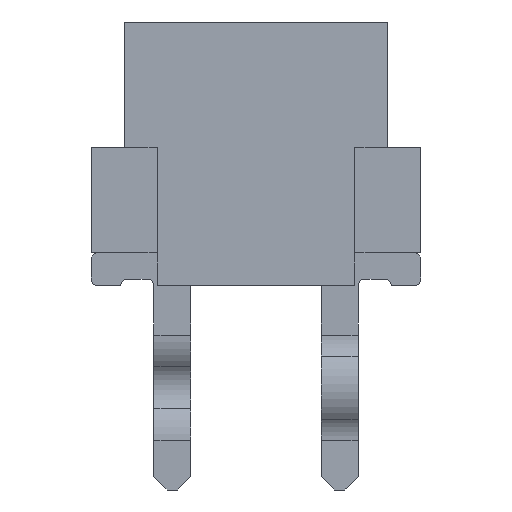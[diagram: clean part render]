
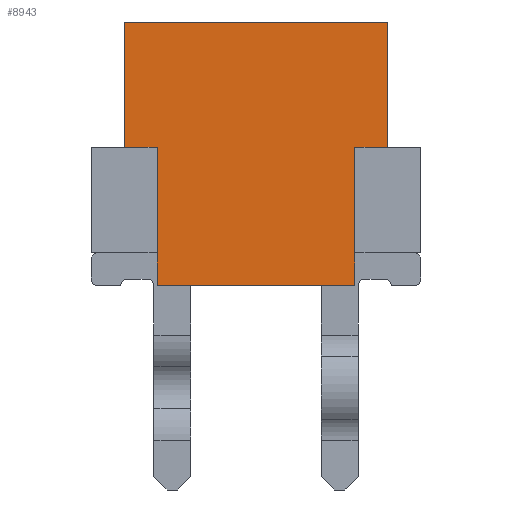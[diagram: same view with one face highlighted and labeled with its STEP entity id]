
A CAD part, front view. The second image highlights one B-rep face of the part: STEP entity #8943.
In plain terms, the highlighted face is planar.
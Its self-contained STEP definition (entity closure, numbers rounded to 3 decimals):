
#576=ORIENTED_EDGE('',*,*,#2525,.F.);
#577=ORIENTED_EDGE('',*,*,#2526,.F.);
#578=ORIENTED_EDGE('',*,*,#2527,.F.);
#579=ORIENTED_EDGE('',*,*,#2528,.F.);
#580=ORIENTED_EDGE('',*,*,#2529,.F.);
#581=ORIENTED_EDGE('',*,*,#2530,.F.);
#582=ORIENTED_EDGE('',*,*,#2531,.F.);
#583=ORIENTED_EDGE('',*,*,#2532,.F.);
#584=ORIENTED_EDGE('',*,*,#2533,.F.);
#585=ORIENTED_EDGE('',*,*,#2534,.F.);
#2525=EDGE_CURVE('',#3474,#3475,#4081,.T.);
#2526=EDGE_CURVE('',#3379,#3474,#4082,.T.);
#2527=EDGE_CURVE('',#3476,#3379,#4083,.T.);
#2528=EDGE_CURVE('',#3477,#3476,#4084,.T.);
#2529=EDGE_CURVE('',#3478,#3477,#4085,.T.);
#2530=EDGE_CURVE('',#3479,#3478,#4086,.T.);
#2531=EDGE_CURVE('',#3480,#3479,#4087,.T.);
#2532=EDGE_CURVE('',#3481,#3480,#4088,.T.);
#2533=EDGE_CURVE('',#3440,#3481,#4089,.T.);
#2534=EDGE_CURVE('',#3475,#3440,#4090,.T.);
#3379=VERTEX_POINT('',#11962);
#3440=VERTEX_POINT('',#12112);
#3474=VERTEX_POINT('',#12197);
#3475=VERTEX_POINT('',#12198);
#3476=VERTEX_POINT('',#12201);
#3477=VERTEX_POINT('',#12203);
#3478=VERTEX_POINT('',#12205);
#3479=VERTEX_POINT('',#12207);
#3480=VERTEX_POINT('',#12209);
#3481=VERTEX_POINT('',#12211);
#4081=LINE('',#12196,#4889);
#4082=LINE('',#12199,#4890);
#4083=LINE('',#12200,#4891);
#4084=LINE('',#12202,#4892);
#4085=LINE('',#12204,#4893);
#4086=LINE('',#12206,#4894);
#4087=LINE('',#12208,#4895);
#4088=LINE('',#12210,#4896);
#4089=LINE('',#12212,#4897);
#4090=LINE('',#12213,#4898);
#4889=VECTOR('',#10192,1000.);
#4890=VECTOR('',#10193,1000.);
#4891=VECTOR('',#10194,1000.);
#4892=VECTOR('',#10195,1000.);
#4893=VECTOR('',#10196,1000.);
#4894=VECTOR('',#10197,1000.);
#4895=VECTOR('',#10198,1000.);
#4896=VECTOR('',#10199,1000.);
#4897=VECTOR('',#10200,1000.);
#4898=VECTOR('',#10201,1000.);
#5536=EDGE_LOOP('',(#576,#577,#578,#579,#580,#581,#582,#583,#584,#585));
#5894=FACE_BOUND('',#5536,.T.);
#6252=PLANE('',#9344);
#8943=ADVANCED_FACE('',(#5894),#6252,.F.);
#9344=AXIS2_PLACEMENT_3D('',#12195,#10190,#10191);
#10190=DIRECTION('',(-1.,0.,0.));
#10191=DIRECTION('',(0.,0.,1.));
#10192=DIRECTION('',(0.,-1.,0.));
#10193=DIRECTION('',(0.,0.,-1.));
#10194=DIRECTION('',(0.,0.,-1.));
#10195=DIRECTION('',(0.,-1.,0.));
#10196=DIRECTION('',(0.,0.,-1.));
#10197=DIRECTION('',(0.,1.,0.));
#10198=DIRECTION('',(0.,0.,1.));
#10199=DIRECTION('',(0.,-1.,0.));
#10200=DIRECTION('',(0.,0.,1.));
#10201=DIRECTION('',(0.,0.,1.));
#11962=CARTESIAN_POINT('',(2.805,1.5,-1.6));
#12112=CARTESIAN_POINT('',(2.805,-1.5,-1.6));
#12195=CARTESIAN_POINT('',(2.805,0.,0.));
#12196=CARTESIAN_POINT('',(2.805,1.5,-2.1));
#12197=CARTESIAN_POINT('',(2.805,1.5,-2.1));
#12198=CARTESIAN_POINT('',(2.805,-1.5,-2.1));
#12199=CARTESIAN_POINT('',(2.805,1.5,0.));
#12200=CARTESIAN_POINT('',(2.805,1.5,0.));
#12201=CARTESIAN_POINT('',(2.805,1.5,0.));
#12202=CARTESIAN_POINT('',(2.805,2.,0.));
#12203=CARTESIAN_POINT('',(2.805,2.,0.));
#12204=CARTESIAN_POINT('',(2.805,2.,1.9));
#12205=CARTESIAN_POINT('',(2.805,2.,1.9));
#12206=CARTESIAN_POINT('',(2.805,-2.,1.9));
#12207=CARTESIAN_POINT('',(2.805,-2.,1.9));
#12208=CARTESIAN_POINT('',(2.805,-2.,0.));
#12209=CARTESIAN_POINT('',(2.805,-2.,0.));
#12210=CARTESIAN_POINT('',(2.805,-1.5,0.));
#12211=CARTESIAN_POINT('',(2.805,-1.5,0.));
#12212=CARTESIAN_POINT('',(2.805,-1.5,-2.1));
#12213=CARTESIAN_POINT('',(2.805,-1.5,-2.1));
